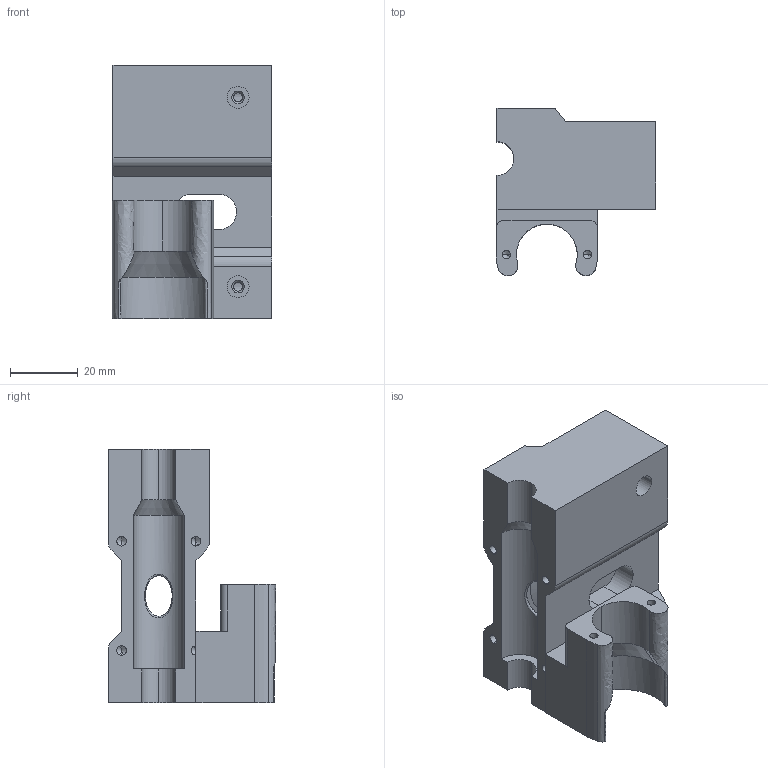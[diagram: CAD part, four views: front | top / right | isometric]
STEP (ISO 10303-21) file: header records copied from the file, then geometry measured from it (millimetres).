
FILE_DESCRIPTION (( 'STEP AP203' ), '1' );
FILE_NAME ('2Z bearing holder right body-body.STEP', '2018-02-11T19:28:49', ( '' ), ( '' ), 'SwSTEP 2.0', 'SolidWorks 2017', '' );
FILE_SCHEMA (( 'CONFIG_CONTROL_DESIGN' ));
Length unit declared in the file: millimetre
Products named in the file (1): 2Z bearing holder right body-body
Bounding box: 47.25 x 49.45 x 75 mm (x, y, z)
Volume: 75716.6 mm3; surface area: 22773.6 mm2
Topology: 1 solids, 1 shells, 126 faces, 336 edges, 212 vertices
Faces by surface type: cylinder 49, plane 42, cone 29, bspline 6
Entity records: 4598 total; most frequent: CARTESIAN_POINT 1392, DIRECTION 659, ORIENTED_EDGE 650, EDGE_CURVE 325, AXIS2_PLACEMENT_3D 241, VERTEX_POINT 212, VECTOR 177, LINE 177
